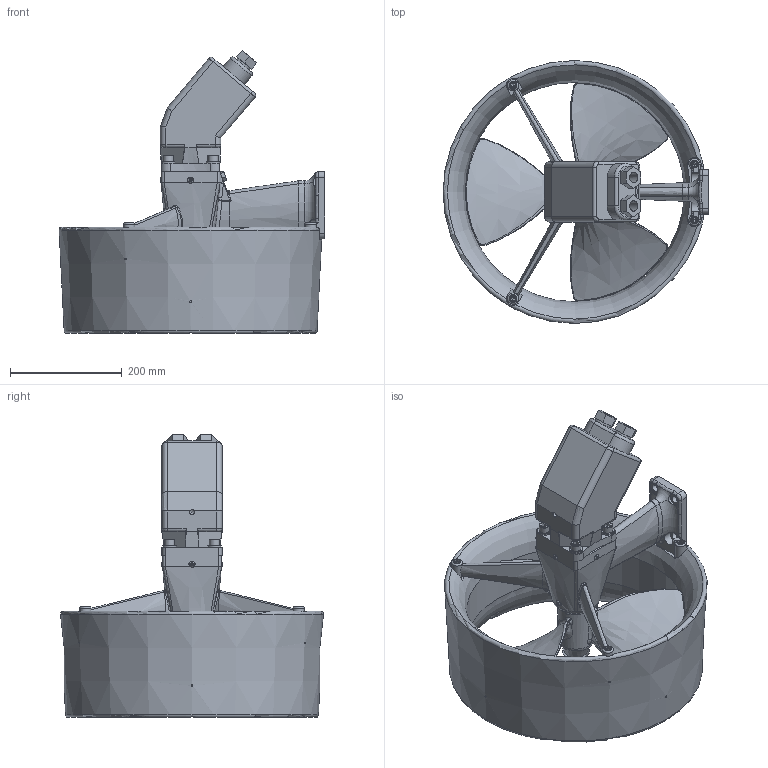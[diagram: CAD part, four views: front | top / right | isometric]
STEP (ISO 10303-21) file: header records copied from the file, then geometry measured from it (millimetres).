
FILE_DESCRIPTION(/* description */ ('ASSEMBLY HTE_390BA-32 SHRINKWRAP'),/* implementation_level */ '2;1');
FILE_NAME(/* name */ 'HTE_390BA-32-SW.stp',/* time_stamp */ '2018-06-04T11:15:48+01:00',/* author */ ('michaelz'),/* organization */ (''),/* preprocessor_version */ 'ST-DEVELOPER v17',/* originating_system */ 'Autodesk Inventor 2018',/* authorisation */ '');
FILE_SCHEMA (('AUTOMOTIVE_DESIGN { 1 0 10303 214 3 1 1 }'));
Products named in the file (1): HTE_390BA
Bounding box: 474.99 x 469.97 x 505.56 mm (x, y, z)
Volume: 12428797.1 mm3; surface area: 1024956.8 mm2
Topology: 1 solids, 51 shells, 963 faces, 2677 edges, 1834 vertices
Faces by surface type: plane 372, cylinder 270, bspline 150, cone 113, torus 58
Full cylindrical faces by diameter (mm): 2 x2, 3 x7, 4 x1, 4.134 x11, 4.917 x8, 5 x5, 5.5 x1, 6 x14, 7 x4, 7.9 x16, 8.376 x17, 8.5 x5, 8.99 x2, 9 x2, 10 x5, 10.106 x4, 10.5 x4, 11 x4, 11.445 x1, 12 x4, 12.5 x4, 13 x12, 14 x4, 16 x1, 18 x4, 18.631 x2, 20 x3, 21 x4, 22 x1, 27.7 x1
Entity records: 50076 total; most frequent: CARTESIAN_POINT 25408, ORIENTED_EDGE 5250, DIRECTION 4470, EDGE_CURVE 2625, VERTEX_POINT 1834, AXIS2_PLACEMENT_3D 1831, EDGE_LOOP 1118, CIRCLE 993
